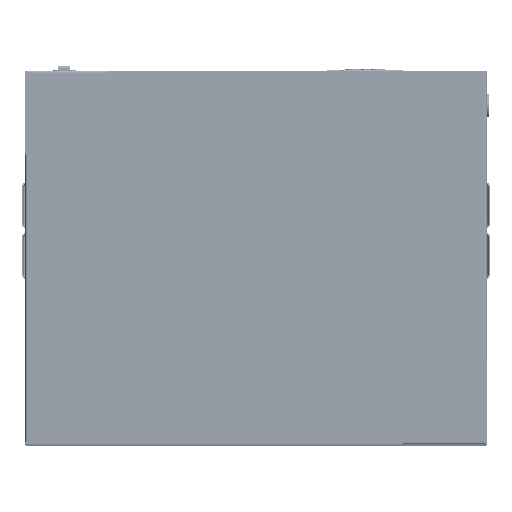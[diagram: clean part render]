
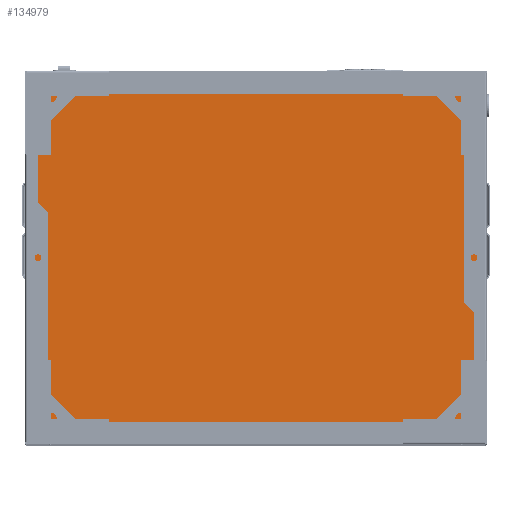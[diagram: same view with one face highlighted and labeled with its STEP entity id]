
A CAD part, top view. The second image highlights one B-rep face of the part: STEP entity #134979.
In plain terms, the highlighted planar face has unit normal (0, 0, 1).
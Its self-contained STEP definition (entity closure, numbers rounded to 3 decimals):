
#3885 = VERTEX_POINT ( 'NONE', #404354 ) ;
#6327 = LINE ( 'NONE', #132589, #29220 ) ;
#17835 = ORIENTED_EDGE ( 'NONE', *, *, #223393, .T. ) ;
#18476 = EDGE_CURVE ( 'NONE', #100112, #150417, #289696, .T. ) ;
#28374 = ORIENTED_EDGE ( 'NONE', *, *, #296715, .T. ) ;
#29220 = VECTOR ( 'NONE', #265014, 1000. ) ;
#33035 = CARTESIAN_POINT ( 'NONE',  ( 1765.316, -149.5, 893.9 ) ) ;
#51300 = VERTEX_POINT ( 'NONE', #137559 ) ;
#58113 = CARTESIAN_POINT ( 'NONE',  ( -273.5, 0., 893.9 ) ) ;
#100112 = VERTEX_POINT ( 'NONE', #370027 ) ;
#110792 = VECTOR ( 'NONE', #232075, 1000. ) ;
#132589 = CARTESIAN_POINT ( 'NONE',  ( 1765.316, 241.5, 893.9 ) ) ;
#134979 = ADVANCED_FACE ( 'NONE', ( #270255 ), #171413, .F. ) ;
#137559 = CARTESIAN_POINT ( 'NONE',  ( 273.5, 241.5, 893.9 ) ) ;
#139152 = ORIENTED_EDGE ( 'NONE', *, *, #18476, .F. ) ;
#150417 = VERTEX_POINT ( 'NONE', #209409 ) ;
#171413 = PLANE ( 'NONE',  #333272 ) ;
#209409 = CARTESIAN_POINT ( 'NONE',  ( -273.5, -149.5, 893.9 ) ) ;
#211279 = VECTOR ( 'NONE', #390656, 1000. ) ;
#223393 = EDGE_CURVE ( 'NONE', #51300, #3885, #6327, .T. ) ;
#226686 = EDGE_CURVE ( 'NONE', #51300, #100112, #230040, .T. ) ;
#230040 = LINE ( 'NONE', #354259, #110792 ) ;
#232075 = DIRECTION ( 'NONE',  ( 0., -1., 0. ) ) ;
#234561 = DIRECTION ( 'NONE',  ( 0., -1., 0. ) ) ;
#263468 = EDGE_LOOP ( 'NONE', ( #411742, #17835, #28374, #139152 ) ) ;
#265014 = DIRECTION ( 'NONE',  ( -1., 0., 0. ) ) ;
#266099 = DIRECTION ( 'NONE',  ( 0., 0., -1. ) ) ;
#270255 = FACE_OUTER_BOUND ( 'NONE', #263468, .T. ) ;
#289696 = LINE ( 'NONE', #33035, #211279 ) ;
#296715 = EDGE_CURVE ( 'NONE', #3885, #150417, #375862, .T. ) ;
#317652 = VECTOR ( 'NONE', #338062, 1000. ) ;
#333272 = AXIS2_PLACEMENT_3D ( 'NONE', #398637, #266099, #234561 ) ;
#338062 = DIRECTION ( 'NONE',  ( 0., -1., 0. ) ) ;
#354259 = CARTESIAN_POINT ( 'NONE',  ( 273.5, 0., 893.9 ) ) ;
#370027 = CARTESIAN_POINT ( 'NONE',  ( 273.5, -149.5, 893.9 ) ) ;
#375862 = LINE ( 'NONE', #58113, #317652 ) ;
#390656 = DIRECTION ( 'NONE',  ( -1., 0., 0. ) ) ;
#398637 = CARTESIAN_POINT ( 'NONE',  ( 1765.316, 0., 893.9 ) ) ;
#404354 = CARTESIAN_POINT ( 'NONE',  ( -273.5, 241.5, 893.9 ) ) ;
#411742 = ORIENTED_EDGE ( 'NONE', *, *, #226686, .F. ) ;
